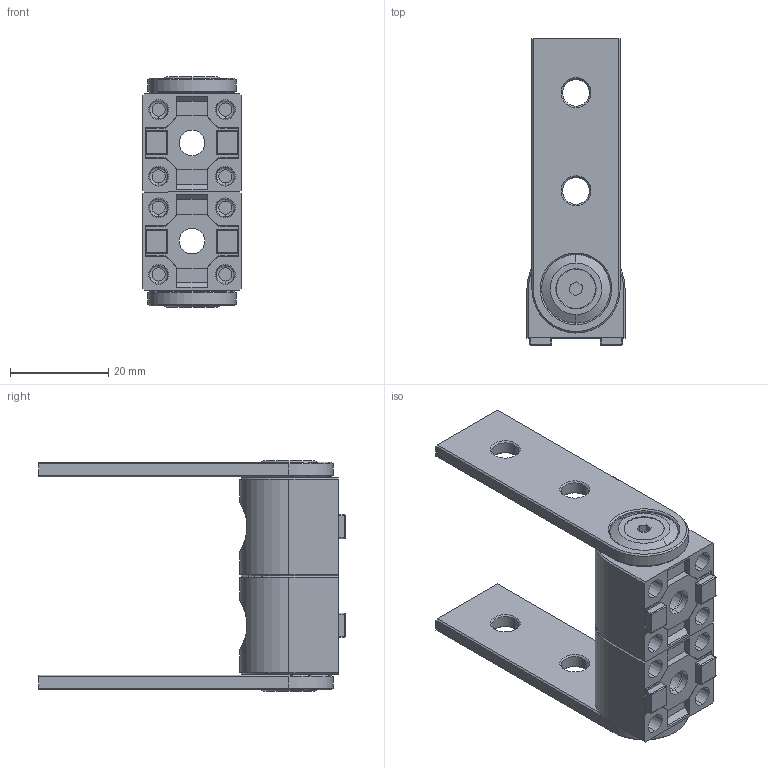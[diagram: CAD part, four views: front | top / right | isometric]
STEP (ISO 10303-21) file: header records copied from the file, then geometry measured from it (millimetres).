
FILE_DESCRIPTION (( 'STEP AP214' ), '1' );
FILE_NAME ('093gv2040.STEP', '2014-08-20T06:44:09', ( '' ), ( '' ), 'SwSTEP 2.0', 'SolidWorks 2014', '' );
FILE_SCHEMA (( 'AUTOMOTIVE_DESIGN' ));
Length unit declared in the file: millimetre
Products named in the file (9): 093gv2040; 093gr28_Standard; 093gr24s01_093 gr 24; 093gr21_093gr21; 4din7991m0408m_Standard; 4din914m0410m_4 din 914 m04 10; 093GV20R02_Standard; 093GV20R03_Standard; 093GV20R01_Standard
Assembly tree (13 placements, depth 2):
  093gv2040
    093gr28_Standard  x2
    093gr24s01_093 gr 24  x2
    093gr21_093gr21  x2
    4din7991m0408m_Standard  x2
    4din914m0410m_4 din 914 m04 10
    093GV20R02_Standard
    093GV20R03_Standard
    093GV20R01_Standard  x2
Bounding box: 20 x 62.45 x 47 mm (x, y, z)
Volume: 17038.3 mm3; surface area: 14137.2 mm2
Topology: 13 solids, 13 shells, 779 faces, 1838 edges, 1098 vertices
Faces by surface type: plane 269, cylinder 208, cone 142, torus 140, sphere 16, bspline 4
Entity records: 18938 total; most frequent: CARTESIAN_POINT 4693, DIRECTION 2952, ORIENTED_EDGE 2832, EDGE_CURVE 1416, AXIS2_PLACEMENT_3D 1163, VERTEX_POINT 850, EDGE_LOOP 660, LINE 626
